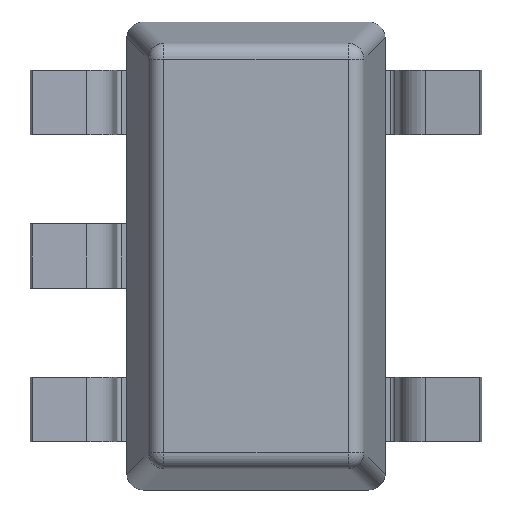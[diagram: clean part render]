
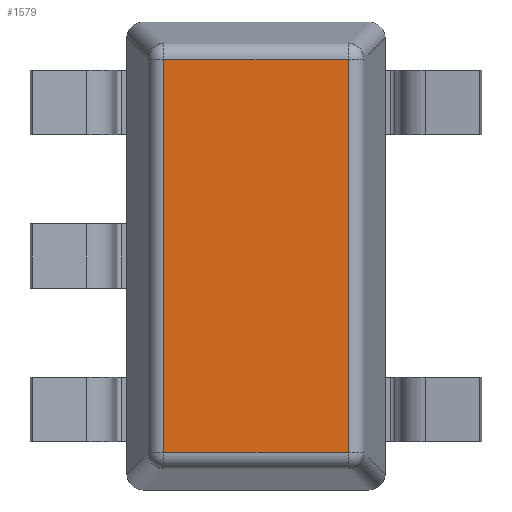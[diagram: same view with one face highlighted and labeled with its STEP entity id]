
A CAD part, front view. The second image highlights one B-rep face of the part: STEP entity #1579.
In plain terms, the highlighted planar face has unit normal (0, -1, 0).
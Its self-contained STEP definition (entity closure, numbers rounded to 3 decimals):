
#91 = VERTEX_POINT ( 'NONE', #3215 ) ;
#230 = VERTEX_POINT ( 'NONE', #2508 ) ;
#368 = DIRECTION ( 'NONE',  ( 0., 0., -1. ) ) ;
#451 = VECTOR ( 'NONE', #3134, 1000. ) ;
#550 = VERTEX_POINT ( 'NONE', #1431 ) ;
#702 = ORIENTED_EDGE ( 'NONE', *, *, #2278, .T. ) ;
#845 = DIRECTION ( 'NONE',  ( 0., -1., 0. ) ) ;
#938 = EDGE_LOOP ( 'NONE', ( #1134, #2563, #2068, #702 ) ) ;
#1106 = CARTESIAN_POINT ( 'NONE',  ( 0., 0.15, 0. ) ) ;
#1134 = ORIENTED_EDGE ( 'NONE', *, *, #1706, .T. ) ;
#1148 = CARTESIAN_POINT ( 'NONE',  ( -0.571, 0.15, -1.305 ) ) ;
#1186 = EDGE_CURVE ( 'NONE', #2687, #230, #2483, .T. ) ;
#1263 = DIRECTION ( 'NONE',  ( 1., 0., 0. ) ) ;
#1330 = FACE_OUTER_BOUND ( 'NONE', #938, .T. ) ;
#1371 = CARTESIAN_POINT ( 'NONE',  ( 0.571, 0.15, 1.305 ) ) ;
#1431 = CARTESIAN_POINT ( 'NONE',  ( 0.571, 0.15, 1.221 ) ) ;
#1579 = ADVANCED_FACE ( 'NONE', ( #1330 ), #2139, .T. ) ;
#1641 = AXIS2_PLACEMENT_3D ( 'NONE', #1106, #845, #3230 ) ;
#1706 = EDGE_CURVE ( 'NONE', #550, #91, #2565, .T. ) ;
#2068 = ORIENTED_EDGE ( 'NONE', *, *, #1186, .T. ) ;
#2090 = CARTESIAN_POINT ( 'NONE',  ( -0.571, 0.15, -1.221 ) ) ;
#2130 = VECTOR ( 'NONE', #368, 1000. ) ;
#2139 = PLANE ( 'NONE',  #1641 ) ;
#2211 = CARTESIAN_POINT ( 'NONE',  ( -0.655, 0.15, 1.221 ) ) ;
#2278 = EDGE_CURVE ( 'NONE', #230, #550, #3275, .T. ) ;
#2452 = LINE ( 'NONE', #1148, #2130 ) ;
#2483 = LINE ( 'NONE', #2553, #3339 ) ;
#2508 = CARTESIAN_POINT ( 'NONE',  ( 0.571, 0.15, -1.221 ) ) ;
#2553 = CARTESIAN_POINT ( 'NONE',  ( 0.655, 0.15, -1.221 ) ) ;
#2563 = ORIENTED_EDGE ( 'NONE', *, *, #2822, .T. ) ;
#2565 = LINE ( 'NONE', #2211, #2762 ) ;
#2680 = DIRECTION ( 'NONE',  ( -1., 0., 0. ) ) ;
#2687 = VERTEX_POINT ( 'NONE', #2090 ) ;
#2762 = VECTOR ( 'NONE', #2680, 1000. ) ;
#2822 = EDGE_CURVE ( 'NONE', #91, #2687, #2452, .T. ) ;
#3134 = DIRECTION ( 'NONE',  ( 0., 0., 1. ) ) ;
#3215 = CARTESIAN_POINT ( 'NONE',  ( -0.571, 0.15, 1.221 ) ) ;
#3230 = DIRECTION ( 'NONE',  ( 0., 0., -1. ) ) ;
#3275 = LINE ( 'NONE', #1371, #451 ) ;
#3339 = VECTOR ( 'NONE', #1263, 1000. ) ;
